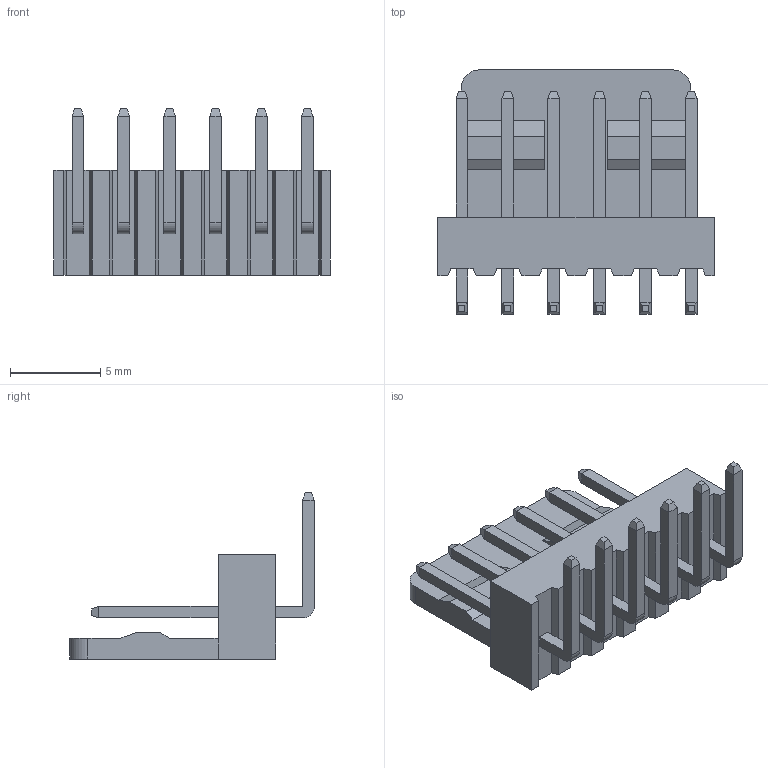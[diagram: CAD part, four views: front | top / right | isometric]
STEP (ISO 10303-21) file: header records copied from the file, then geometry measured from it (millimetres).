
FILE_DESCRIPTION (( 'STEP AP214' ), '1' );
FILE_NAME ('11634, SWR25X-NRTC-S06-RA-BA.STEP', '2012-09-20T01:08:31', ( '' ), ( '' ), 'SwSTEP 2.0', 'SolidWorks 2012', '' );
FILE_SCHEMA (( 'AUTOMOTIVE_DESIGN' ));
Length unit declared in the file: millimetre
Products named in the file (1): 11634, SWR25X-NRTC-S06-RA-BA
Bounding box: 15.3 x 13.52 x 9.2 mm (x, y, z)
Volume: 428.8 mm3; surface area: 788.1 mm2
Topology: 1 solids, 1 shells, 170 faces, 420 edges, 264 vertices
Faces by surface type: plane 162, cylinder 8
Entity records: 4910 total; most frequent: CARTESIAN_POINT 855, ORIENTED_EDGE 840, DIRECTION 778, EDGE_CURVE 420, LINE 404, VECTOR 404, VERTEX_POINT 264, AXIS2_PLACEMENT_3D 187
